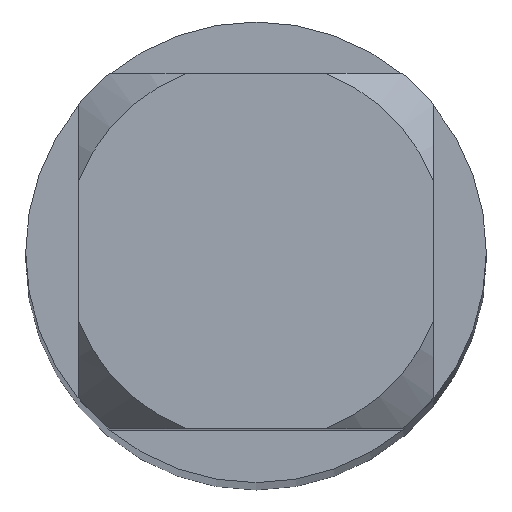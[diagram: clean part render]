
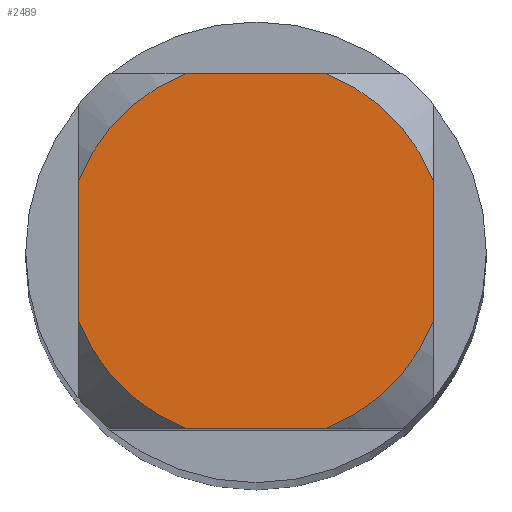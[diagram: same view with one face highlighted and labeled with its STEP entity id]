
A CAD part, top view. The second image highlights one B-rep face of the part: STEP entity #2489.
In plain terms, the highlighted planar face has unit normal (0, 0, 1).
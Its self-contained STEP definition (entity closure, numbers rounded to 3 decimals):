
#1865=EDGE_CURVE('',#2385,#4173,#5186,.T.);
#2061=EDGE_CURVE('',#2427,#3569,#5394,.T.);
#2385=VERTEX_POINT('',#5753);
#2427=VERTEX_POINT('',#5799);
#2489=ADVANCED_FACE('',(#5867),#5868,.T.);
#3299=EDGE_CURVE('',#4665,#4637,#6753,.T.);
#3331=EDGE_CURVE('',#4665,#4173,#6789,.T.);
#3481=EDGE_CURVE('',#2427,#4147,#6957,.T.);
#3569=VERTEX_POINT('',#7050);
#3593=VERTEX_POINT('',#7076);
#4147=VERTEX_POINT('',#7681);
#4173=VERTEX_POINT('',#7708);
#4235=EDGE_CURVE('',#3593,#4637,#7778,.T.);
#4637=VERTEX_POINT('',#8212);
#4665=VERTEX_POINT('',#8242);
#4797=EDGE_CURVE('',#3593,#3569,#8386,.T.);
#4915=EDGE_CURVE('',#2385,#4147,#8512,.T.);
#5186=LINE('',#9034,#9035);
#5394=CIRCLE('',#9669,1.45);
#5753=CARTESIAN_POINT('',(-1.35,0.529,0.0));
#5799=CARTESIAN_POINT('',(0.529,1.35,0.0));
#5867=FACE_OUTER_BOUND('',#10941,.T.);
#5868=PLANE('',#10942);
#6753=LINE('',#12897,#12898);
#6789=CIRCLE('',#12975,1.45);
#6957=LINE('',#13369,#13370);
#7050=CARTESIAN_POINT('',(1.35,0.529,0.0));
#7076=CARTESIAN_POINT('',(1.35,-0.529,0.0));
#7681=CARTESIAN_POINT('',(-0.529,1.35,0.0));
#7708=CARTESIAN_POINT('',(-1.35,-0.529,0.0));
#7778=CIRCLE('',#15173,1.45);
#8212=CARTESIAN_POINT('',(0.529,-1.35,0.0));
#8242=CARTESIAN_POINT('',(-0.529,-1.35,0.0));
#8386=LINE('',#16408,#16409);
#8512=CIRCLE('',#16662,1.45);
#9034=CARTESIAN_POINT('',(-1.35,0.363,0.0));
#9035=VECTOR('',#16960,1.0);
#9669=AXIS2_PLACEMENT_3D('',#17145,#17146,#17147);
#10941=EDGE_LOOP('',(#17810,#17811,#17812,#17813,#17814,#17815,#17816,#17817));
#10942=AXIS2_PLACEMENT_3D('',#17818,#17819,#17820);
#12897=CARTESIAN_POINT('',(0.0,-1.35,0.0));
#12898=VECTOR('',#18898,1.0);
#12975=AXIS2_PLACEMENT_3D('',#18963,#18964,#18965);
#13369=CARTESIAN_POINT('',(0.0,1.35,0.0));
#13370=VECTOR('',#19158,1.0);
#15173=AXIS2_PLACEMENT_3D('',#19975,#19976,#19977);
#16408=CARTESIAN_POINT('',(1.35,0.363,0.0));
#16409=VECTOR('',#20591,1.0);
#16662=AXIS2_PLACEMENT_3D('',#20707,#20708,#20709);
#16960=DIRECTION('',(-0.0,-1.0,0.0));
#17145=CARTESIAN_POINT('',(0.0,0.0,0.0));
#17146=DIRECTION('',(0.0,0.0,-1.0));
#17147=DIRECTION('',(0.0,1.0,0.0));
#17810=ORIENTED_EDGE('',*,*,#1865,.T.);
#17811=ORIENTED_EDGE('',*,*,#3331,.F.);
#17812=ORIENTED_EDGE('',*,*,#3299,.T.);
#17813=ORIENTED_EDGE('',*,*,#4235,.F.);
#17814=ORIENTED_EDGE('',*,*,#4797,.T.);
#17815=ORIENTED_EDGE('',*,*,#2061,.F.);
#17816=ORIENTED_EDGE('',*,*,#3481,.T.);
#17817=ORIENTED_EDGE('',*,*,#4915,.F.);
#17818=CARTESIAN_POINT('',(0.0,0.725,0.0));
#17819=DIRECTION('',(-0.0,0.0,1.0));
#17820=DIRECTION('',(0.0,-1.0,0.0));
#18898=DIRECTION('',(1.0,0.0,0.0));
#18963=CARTESIAN_POINT('',(0.0,0.0,0.0));
#18964=DIRECTION('',(0.0,0.0,-1.0));
#18965=DIRECTION('',(0.0,1.0,0.0));
#19158=DIRECTION('',(-1.0,0.0,0.0));
#19975=CARTESIAN_POINT('',(0.0,0.0,0.0));
#19976=DIRECTION('',(0.0,0.0,-1.0));
#19977=DIRECTION('',(0.0,1.0,0.0));
#20591=DIRECTION('',(-0.0,1.0,0.0));
#20707=CARTESIAN_POINT('',(0.0,0.0,0.0));
#20708=DIRECTION('',(0.0,0.0,-1.0));
#20709=DIRECTION('',(0.0,1.0,0.0));
